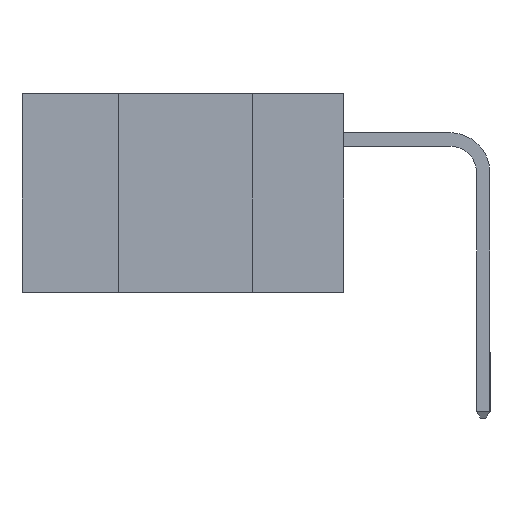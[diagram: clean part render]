
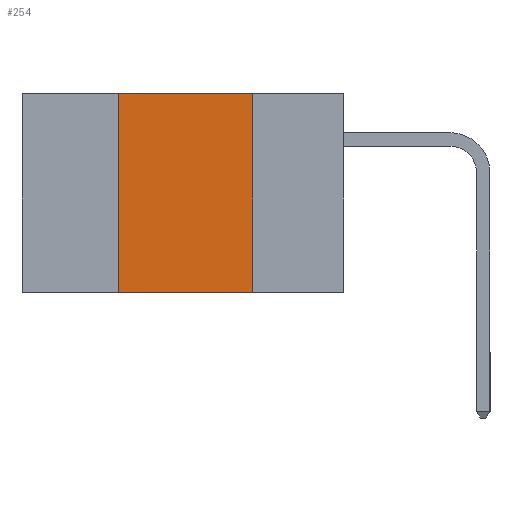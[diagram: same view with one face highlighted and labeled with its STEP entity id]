
A CAD part, left-side view. The second image highlights one B-rep face of the part: STEP entity #254.
In plain terms, the highlighted planar face has unit normal (-1, 0, 0).
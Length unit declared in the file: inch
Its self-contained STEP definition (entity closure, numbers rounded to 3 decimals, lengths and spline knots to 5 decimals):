
#254 = ADVANCED_FACE ( 'NONE', ( #9695 ), #4203, .F. ) ;
#2654 = DIRECTION ( 'NONE',  ( 0., 0., -1. ) ) ;
#2930 = DIRECTION ( 'NONE',  ( 0., 0., 1. ) ) ;
#3084 = CARTESIAN_POINT ( 'NONE',  ( 0., 0.6, -0.37 ) ) ;
#3341 = LINE ( 'NONE', #8725, #9178 ) ;
#4203 = PLANE ( 'NONE',  #13946 ) ;
#4292 = DIRECTION ( 'NONE',  ( 0., -1., 0. ) ) ;
#5435 = VECTOR ( 'NONE', #12521, 39.37008 ) ;
#5672 = EDGE_CURVE ( 'NONE', #14229, #17138, #13523, .T. ) ;
#6054 = ORIENTED_EDGE ( 'NONE', *, *, #5672, .F. ) ;
#6342 = CARTESIAN_POINT ( 'NONE',  ( 0., 0.17, -0.37 ) ) ;
#6522 = CARTESIAN_POINT ( 'NONE',  ( 0., 0.17, 0. ) ) ;
#6629 = EDGE_CURVE ( 'NONE', #6779, #14229, #16297, .T. ) ;
#6779 = VERTEX_POINT ( 'NONE', #7254 ) ;
#6972 = CARTESIAN_POINT ( 'NONE',  ( 0., 0.6, 0. ) ) ;
#7254 = CARTESIAN_POINT ( 'NONE',  ( 0., 0.42, 0. ) ) ;
#8512 = CARTESIAN_POINT ( 'NONE',  ( 0., 0.42, -0.37 ) ) ;
#8725 = CARTESIAN_POINT ( 'NONE',  ( 0., 0.42, 0. ) ) ;
#9178 = VECTOR ( 'NONE', #2930, 39.37008 ) ;
#9679 = ORIENTED_EDGE ( 'NONE', *, *, #14463, .T. ) ;
#9695 = FACE_OUTER_BOUND ( 'NONE', #15992, .T. ) ;
#10180 = EDGE_CURVE ( 'NONE', #14472, #6779, #3341, .T. ) ;
#11729 = CARTESIAN_POINT ( 'NONE',  ( 0., 0.17, 0. ) ) ;
#12521 = DIRECTION ( 'NONE',  ( 0., -1., 0. ) ) ;
#12574 = DIRECTION ( 'NONE',  ( 1., 0., 0. ) ) ;
#12632 = DIRECTION ( 'NONE',  ( 0., 0., -1. ) ) ;
#13523 = LINE ( 'NONE', #6522, #16757 ) ;
#13922 = CARTESIAN_POINT ( 'NONE',  ( 0., 0.6, 0. ) ) ;
#13946 = AXIS2_PLACEMENT_3D ( 'NONE', #13922, #12574, #12632 ) ;
#14229 = VERTEX_POINT ( 'NONE', #11729 ) ;
#14463 = EDGE_CURVE ( 'NONE', #14472, #17138, #17804, .T. ) ;
#14472 = VERTEX_POINT ( 'NONE', #8512 ) ;
#15510 = ORIENTED_EDGE ( 'NONE', *, *, #10180, .F. ) ;
#15992 = EDGE_LOOP ( 'NONE', ( #6054, #16167, #15510, #9679 ) ) ;
#16167 = ORIENTED_EDGE ( 'NONE', *, *, #6629, .F. ) ;
#16297 = LINE ( 'NONE', #6972, #5435 ) ;
#16757 = VECTOR ( 'NONE', #2654, 39.37008 ) ;
#17138 = VERTEX_POINT ( 'NONE', #6342 ) ;
#17166 = VECTOR ( 'NONE', #4292, 39.37008 ) ;
#17804 = LINE ( 'NONE', #3084, #17166 ) ;
